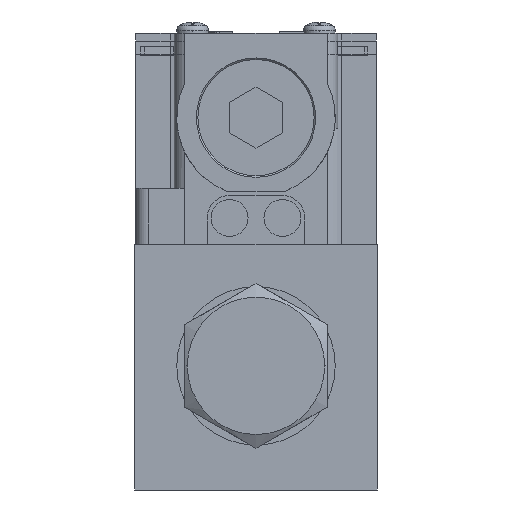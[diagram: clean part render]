
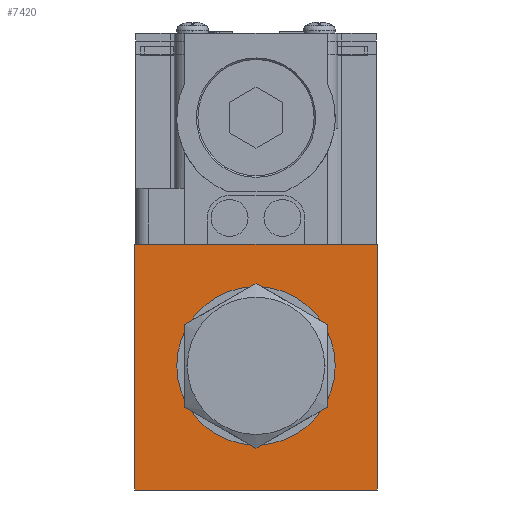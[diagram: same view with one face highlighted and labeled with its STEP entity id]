
A CAD part, left-side view. The second image highlights one B-rep face of the part: STEP entity #7420.
In plain terms, the highlighted planar face has unit normal (-1, 0, 0).
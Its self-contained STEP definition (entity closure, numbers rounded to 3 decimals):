
#1395 = VECTOR ( 'NONE', #35446, 1000. ) ;
#2530 = PLANE ( 'NONE',  #3547 ) ;
#3506 = VECTOR ( 'NONE', #6243, 1000. ) ;
#3512 = ORIENTED_EDGE ( 'NONE', *, *, #36408, .T. ) ;
#3547 = AXIS2_PLACEMENT_3D ( 'NONE', #22149, #12325, #42174 ) ;
#4482 = ORIENTED_EDGE ( 'NONE', *, *, #27789, .F. ) ;
#5043 = CARTESIAN_POINT ( 'NONE',  ( 0., 0., 0. ) ) ;
#6243 = DIRECTION ( 'NONE',  ( 0., 1., 0. ) ) ;
#7420 = ADVANCED_FACE ( 'NONE', ( #25860, #39118 ), #2530, .T. ) ;
#8003 = VECTOR ( 'NONE', #28118, 1000. ) ;
#8740 = CARTESIAN_POINT ( 'NONE',  ( 0., 23.5, 8. ) ) ;
#8891 = ORIENTED_EDGE ( 'NONE', *, *, #35096, .T. ) ;
#9172 = EDGE_LOOP ( 'NONE', ( #3512, #24506 ) ) ;
#12325 = DIRECTION ( 'NONE',  ( -1., 0., 0. ) ) ;
#13603 = CARTESIAN_POINT ( 'NONE',  ( 0., 23.5, 23. ) ) ;
#13798 = ORIENTED_EDGE ( 'NONE', *, *, #25248, .T. ) ;
#14218 = EDGE_LOOP ( 'NONE', ( #8891, #36254, #4482, #13798 ) ) ;
#16227 = CIRCLE ( 'NONE', #37748, 15. ) ;
#17281 = VERTEX_POINT ( 'NONE', #25086 ) ;
#17636 = CARTESIAN_POINT ( 'NONE',  ( 0., 23.5, 38. ) ) ;
#18962 = EDGE_CURVE ( 'NONE', #23856, #17281, #32186, .T. ) ;
#19263 = DIRECTION ( 'NONE',  ( 1., 0., 0. ) ) ;
#19548 = CARTESIAN_POINT ( 'NONE',  ( 0., 46.5, 0. ) ) ;
#19668 = CARTESIAN_POINT ( 'NONE',  ( 0., 46.5, 0. ) ) ;
#19890 = VERTEX_POINT ( 'NONE', #40112 ) ;
#21588 = LINE ( 'NONE', #5043, #8003 ) ;
#22149 = CARTESIAN_POINT ( 'NONE',  ( 0., 0., 0. ) ) ;
#22604 = VERTEX_POINT ( 'NONE', #29034 ) ;
#23188 = DIRECTION ( 'NONE',  ( 1., 0., 0. ) ) ;
#23856 = VERTEX_POINT ( 'NONE', #19668 ) ;
#24506 = ORIENTED_EDGE ( 'NONE', *, *, #29537, .T. ) ;
#24787 = CIRCLE ( 'NONE', #38686, 15. ) ;
#25086 = CARTESIAN_POINT ( 'NONE',  ( 0., 46.5, 46. ) ) ;
#25248 = EDGE_CURVE ( 'NONE', #19890, #22604, #36817, .T. ) ;
#25860 = FACE_OUTER_BOUND ( 'NONE', #14218, .T. ) ;
#26059 = CARTESIAN_POINT ( 'NONE',  ( 0., 0., 46. ) ) ;
#26270 = LINE ( 'NONE', #26059, #3506 ) ;
#26488 = DIRECTION ( 'NONE',  ( 0., 0., -1. ) ) ;
#26734 = VECTOR ( 'NONE', #30713, 1000. ) ;
#27789 = EDGE_CURVE ( 'NONE', #19890, #23856, #21588, .T. ) ;
#28118 = DIRECTION ( 'NONE',  ( 0., 1., 0. ) ) ;
#29034 = CARTESIAN_POINT ( 'NONE',  ( 0., 0., 46. ) ) ;
#29482 = CARTESIAN_POINT ( 'NONE',  ( 0., 23.5, 23. ) ) ;
#29537 = EDGE_CURVE ( 'NONE', #40890, #42789, #24787, .T. ) ;
#30713 = DIRECTION ( 'NONE',  ( 0., 0., 1. ) ) ;
#32186 = LINE ( 'NONE', #19548, #1395 ) ;
#33163 = DIRECTION ( 'NONE',  ( 0., 0., -1. ) ) ;
#35096 = EDGE_CURVE ( 'NONE', #22604, #17281, #26270, .T. ) ;
#35446 = DIRECTION ( 'NONE',  ( 0., 0., 1. ) ) ;
#36254 = ORIENTED_EDGE ( 'NONE', *, *, #18962, .F. ) ;
#36408 = EDGE_CURVE ( 'NONE', #42789, #40890, #16227, .T. ) ;
#36817 = LINE ( 'NONE', #40520, #26734 ) ;
#37748 = AXIS2_PLACEMENT_3D ( 'NONE', #29482, #23188, #33163 ) ;
#38686 = AXIS2_PLACEMENT_3D ( 'NONE', #13603, #19263, #26488 ) ;
#39118 = FACE_BOUND ( 'NONE', #9172, .T. ) ;
#40112 = CARTESIAN_POINT ( 'NONE',  ( 0., 0., 0. ) ) ;
#40520 = CARTESIAN_POINT ( 'NONE',  ( 0., 0., 0. ) ) ;
#40890 = VERTEX_POINT ( 'NONE', #17636 ) ;
#42174 = DIRECTION ( 'NONE',  ( 0., 0., 1. ) ) ;
#42789 = VERTEX_POINT ( 'NONE', #8740 ) ;
